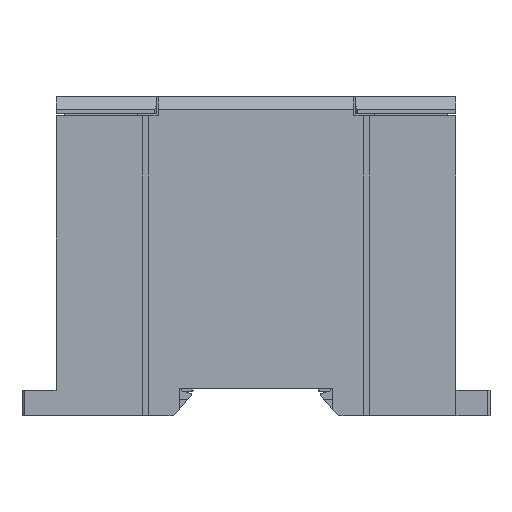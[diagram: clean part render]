
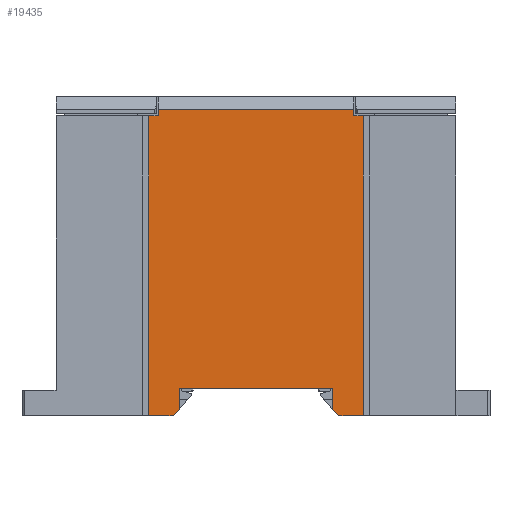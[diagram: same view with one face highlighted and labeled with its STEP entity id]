
A CAD part, left-side view. The second image highlights one B-rep face of the part: STEP entity #19435.
In plain terms, the highlighted planar face has unit normal (-1, 0, 0).
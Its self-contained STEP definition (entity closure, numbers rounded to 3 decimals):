
#246 = CARTESIAN_POINT ( 'NONE',  ( 0., 24., -9.133 ) ) ;
#351 = VECTOR ( 'NONE', #3755, 1000. ) ;
#825 = LINE ( 'NONE', #48369, #84185 ) ;
#3755 = DIRECTION ( 'NONE',  ( 0., -1., 0. ) ) ;
#7245 = CARTESIAN_POINT ( 'NONE',  ( 0., 27.5, -79.633 ) ) ;
#7320 = CARTESIAN_POINT ( 'NONE',  ( 0., 72.2, -79.633 ) ) ;
#8549 = LINE ( 'NONE', #11640, #77463 ) ;
#8678 = CARTESIAN_POINT ( 'NONE',  ( 0., 65., -78.133 ) ) ;
#9628 = VERTEX_POINT ( 'NONE', #78229 ) ;
#9639 = EDGE_LOOP ( 'NONE', ( #46718, #75710, #22829, #50104, #59082, #73710, #83804, #25842, #57880, #18480, #71130, #48211, #64814, #20564 ) ) ;
#11640 = CARTESIAN_POINT ( 'NONE',  ( 0., 94., -9.133 ) ) ;
#11695 = LINE ( 'NONE', #62942, #78585 ) ;
#14817 = LINE ( 'NONE', #21124, #82756 ) ;
#14960 = LINE ( 'NONE', #8678, #38685 ) ;
#15213 = CARTESIAN_POINT ( 'NONE',  ( 0., 66.5, -79.633 ) ) ;
#15222 = LINE ( 'NONE', #74802, #81090 ) ;
#15570 = EDGE_CURVE ( 'NONE', #50711, #80092, #15222, .T. ) ;
#16482 = CARTESIAN_POINT ( 'NONE',  ( 0., 24., -16.261 ) ) ;
#16952 = VERTEX_POINT ( 'NONE', #28532 ) ;
#17155 = CARTESIAN_POINT ( 'NONE',  ( 0., 29., -78.133 ) ) ;
#17319 = EDGE_CURVE ( 'NONE', #74644, #65546, #14817, .T. ) ;
#17637 = DIRECTION ( 'NONE',  ( 0., 0., 1. ) ) ;
#17875 = CARTESIAN_POINT ( 'NONE',  ( 0., 21.8, -9.133 ) ) ;
#18048 = LINE ( 'NONE', #38149, #23276 ) ;
#18286 = DIRECTION ( 'NONE',  ( 0., -1., 0. ) ) ;
#18480 = ORIENTED_EDGE ( 'NONE', *, *, #15570, .F. ) ;
#19435 = ADVANCED_FACE ( 'NONE', ( #25389 ), #49192, .T. ) ;
#20363 = VECTOR ( 'NONE', #73264, 1000. ) ;
#20564 = ORIENTED_EDGE ( 'NONE', *, *, #77700, .F. ) ;
#21036 = EDGE_CURVE ( 'NONE', #79368, #56926, #8549, .T. ) ;
#21124 = CARTESIAN_POINT ( 'NONE',  ( 0., 21.8, -79.633 ) ) ;
#22455 = EDGE_CURVE ( 'NONE', #74644, #69879, #26908, .T. ) ;
#22829 = ORIENTED_EDGE ( 'NONE', *, *, #75901, .F. ) ;
#23276 = VECTOR ( 'NONE', #64377, 1000. ) ;
#24223 = CARTESIAN_POINT ( 'NONE',  ( 0., 0., -9.133 ) ) ;
#25042 = DIRECTION ( 'NONE',  ( 0., 0.707, 0.707 ) ) ;
#25389 = FACE_OUTER_BOUND ( 'NONE', #9639, .T. ) ;
#25842 = ORIENTED_EDGE ( 'NONE', *, *, #71990, .F. ) ;
#26071 = VERTEX_POINT ( 'NONE', #15213 ) ;
#26908 = LINE ( 'NONE', #63084, #41313 ) ;
#27154 = CARTESIAN_POINT ( 'NONE',  ( 0., 65., -73.283 ) ) ;
#28315 = VECTOR ( 'NONE', #25042, 1000. ) ;
#28532 = CARTESIAN_POINT ( 'NONE',  ( 0., 65., -78.133 ) ) ;
#28580 = DIRECTION ( 'NONE',  ( 0., 0., 1. ) ) ;
#29292 = CARTESIAN_POINT ( 'NONE',  ( 0., 24., -7.633 ) ) ;
#31268 = DIRECTION ( 'NONE',  ( 0., 0., 1. ) ) ;
#36179 = CARTESIAN_POINT ( 'NONE',  ( 0., 0., 0. ) ) ;
#36985 = DIRECTION ( 'NONE',  ( 0., 0., 1. ) ) ;
#37795 = LINE ( 'NONE', #46024, #20363 ) ;
#38122 = LINE ( 'NONE', #83449, #42277 ) ;
#38149 = CARTESIAN_POINT ( 'NONE',  ( 0., 66.5, -79.633 ) ) ;
#38685 = VECTOR ( 'NONE', #55306, 1000. ) ;
#39474 = VERTEX_POINT ( 'NONE', #59411 ) ;
#40405 = CARTESIAN_POINT ( 'NONE',  ( 0., 70., -9.133 ) ) ;
#41313 = VECTOR ( 'NONE', #56705, 1000. ) ;
#41550 = VECTOR ( 'NONE', #17637, 1000. ) ;
#42277 = VECTOR ( 'NONE', #63947, 1000. ) ;
#43092 = DIRECTION ( 'NONE',  ( 0., 0., 1. ) ) ;
#45771 = CARTESIAN_POINT ( 'NONE',  ( 0., 29., -78.133 ) ) ;
#46024 = CARTESIAN_POINT ( 'NONE',  ( 0., 94., -79.633 ) ) ;
#46718 = ORIENTED_EDGE ( 'NONE', *, *, #68770, .T. ) ;
#48211 = ORIENTED_EDGE ( 'NONE', *, *, #22455, .F. ) ;
#48369 = CARTESIAN_POINT ( 'NONE',  ( 0., 70., -16.261 ) ) ;
#49192 = PLANE ( 'NONE',  #71488 ) ;
#50104 = ORIENTED_EDGE ( 'NONE', *, *, #21036, .F. ) ;
#50711 = VERTEX_POINT ( 'NONE', #17155 ) ;
#53393 = CARTESIAN_POINT ( 'NONE',  ( 0., 29., -73.283 ) ) ;
#54999 = LINE ( 'NONE', #27154, #77555 ) ;
#55306 = DIRECTION ( 'NONE',  ( 0., 0., -1. ) ) ;
#55914 = LINE ( 'NONE', #16482, #41550 ) ;
#56390 = EDGE_CURVE ( 'NONE', #26071, #58988, #37795, .T. ) ;
#56705 = DIRECTION ( 'NONE',  ( 0., 1., 0. ) ) ;
#56926 = VERTEX_POINT ( 'NONE', #40405 ) ;
#57799 = EDGE_CURVE ( 'NONE', #80092, #9628, #54999, .T. ) ;
#57880 = ORIENTED_EDGE ( 'NONE', *, *, #57799, .F. ) ;
#58988 = VERTEX_POINT ( 'NONE', #7320 ) ;
#59082 = ORIENTED_EDGE ( 'NONE', *, *, #83921, .F. ) ;
#59411 = CARTESIAN_POINT ( 'NONE',  ( 0., 70., -7.633 ) ) ;
#62498 = DIRECTION ( 'NONE',  ( 0., 0., 1. ) ) ;
#62942 = CARTESIAN_POINT ( 'NONE',  ( 0., 72.2, -79.633 ) ) ;
#63084 = CARTESIAN_POINT ( 'NONE',  ( 0., 27.5, -79.633 ) ) ;
#63947 = DIRECTION ( 'NONE',  ( 0., 1., 0. ) ) ;
#64377 = DIRECTION ( 'NONE',  ( 0., 0.707, -0.707 ) ) ;
#64392 = LINE ( 'NONE', #45771, #28315 ) ;
#64504 = VERTEX_POINT ( 'NONE', #29292 ) ;
#64814 = ORIENTED_EDGE ( 'NONE', *, *, #17319, .T. ) ;
#64816 = EDGE_CURVE ( 'NONE', #16952, #26071, #18048, .T. ) ;
#65546 = VERTEX_POINT ( 'NONE', #17875 ) ;
#66275 = DIRECTION ( 'NONE',  ( 0., 1., 0. ) ) ;
#68770 = EDGE_CURVE ( 'NONE', #74029, #64504, #55914, .T. ) ;
#69879 = VERTEX_POINT ( 'NONE', #7245 ) ;
#71130 = ORIENTED_EDGE ( 'NONE', *, *, #83635, .F. ) ;
#71324 = LINE ( 'NONE', #24223, #351 ) ;
#71488 = AXIS2_PLACEMENT_3D ( 'NONE', #36179, #83624, #31268 ) ;
#71990 = EDGE_CURVE ( 'NONE', #9628, #16952, #14960, .T. ) ;
#72909 = CARTESIAN_POINT ( 'NONE',  ( 0., 72.2, -9.133 ) ) ;
#73264 = DIRECTION ( 'NONE',  ( 0., 1., 0. ) ) ;
#73710 = ORIENTED_EDGE ( 'NONE', *, *, #56390, .F. ) ;
#74029 = VERTEX_POINT ( 'NONE', #246 ) ;
#74644 = VERTEX_POINT ( 'NONE', #82355 ) ;
#74802 = CARTESIAN_POINT ( 'NONE',  ( 0., 29., -73.283 ) ) ;
#75710 = ORIENTED_EDGE ( 'NONE', *, *, #79645, .T. ) ;
#75901 = EDGE_CURVE ( 'NONE', #56926, #39474, #825, .T. ) ;
#77463 = VECTOR ( 'NONE', #18286, 1000. ) ;
#77555 = VECTOR ( 'NONE', #66275, 1000. ) ;
#77700 = EDGE_CURVE ( 'NONE', #74029, #65546, #71324, .T. ) ;
#78229 = CARTESIAN_POINT ( 'NONE',  ( 0., 65., -73.283 ) ) ;
#78585 = VECTOR ( 'NONE', #43092, 1000. ) ;
#79368 = VERTEX_POINT ( 'NONE', #72909 ) ;
#79645 = EDGE_CURVE ( 'NONE', #64504, #39474, #38122, .T. ) ;
#80092 = VERTEX_POINT ( 'NONE', #53393 ) ;
#81090 = VECTOR ( 'NONE', #62498, 1000. ) ;
#82355 = CARTESIAN_POINT ( 'NONE',  ( 0., 21.8, -79.633 ) ) ;
#82756 = VECTOR ( 'NONE', #28580, 1000. ) ;
#83449 = CARTESIAN_POINT ( 'NONE',  ( 0., 70., -7.633 ) ) ;
#83624 = DIRECTION ( 'NONE',  ( -1., 0., 0. ) ) ;
#83635 = EDGE_CURVE ( 'NONE', #69879, #50711, #64392, .T. ) ;
#83804 = ORIENTED_EDGE ( 'NONE', *, *, #64816, .F. ) ;
#83921 = EDGE_CURVE ( 'NONE', #58988, #79368, #11695, .T. ) ;
#84185 = VECTOR ( 'NONE', #36985, 1000. ) ;
